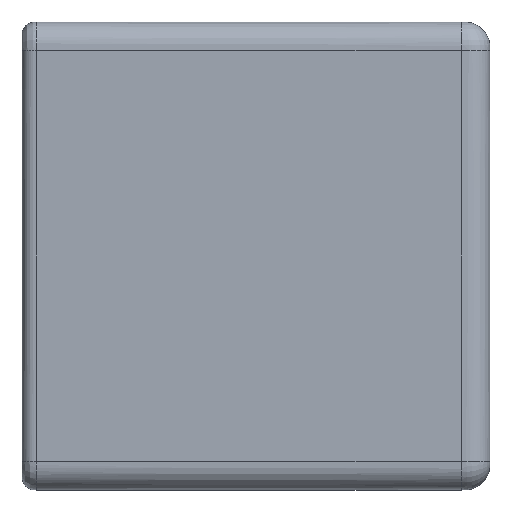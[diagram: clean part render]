
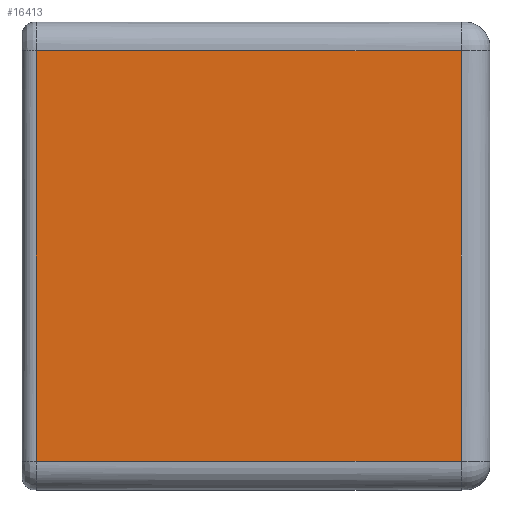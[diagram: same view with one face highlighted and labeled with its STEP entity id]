
A CAD part, left-side view. The second image highlights one B-rep face of the part: STEP entity #16413.
In plain terms, the highlighted planar face has unit normal (-1, 0, 0).
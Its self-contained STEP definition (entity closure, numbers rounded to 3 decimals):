
#477=PLANE('',#17348);
#1127=FACE_OUTER_BOUND('',#2008,.T.);
#2008=EDGE_LOOP('',(#11420,#11421,#11422,#11423));
#3003=LINE('',#22584,#5003);
#3004=LINE('',#22586,#5004);
#3005=LINE('',#22588,#5005);
#3006=LINE('',#22589,#5006);
#5003=VECTOR('',#18499,10.);
#5004=VECTOR('',#18500,10.);
#5005=VECTOR('',#18501,10.);
#5006=VECTOR('',#18502,10.);
#7295=VERTEX_POINT('',#22582);
#7296=VERTEX_POINT('',#22583);
#7297=VERTEX_POINT('',#22585);
#7298=VERTEX_POINT('',#22587);
#8926=EDGE_CURVE('',#7295,#7296,#3003,.T.);
#8927=EDGE_CURVE('',#7297,#7295,#3004,.T.);
#8928=EDGE_CURVE('',#7298,#7297,#3005,.T.);
#8929=EDGE_CURVE('',#7296,#7298,#3006,.T.);
#11420=ORIENTED_EDGE('',*,*,#8926,.F.);
#11421=ORIENTED_EDGE('',*,*,#8927,.F.);
#11422=ORIENTED_EDGE('',*,*,#8928,.F.);
#11423=ORIENTED_EDGE('',*,*,#8929,.F.);
#16413=ADVANCED_FACE('',(#1127),#477,.T.);
#17348=AXIS2_PLACEMENT_3D('',#22581,#18497,#18498);
#18497=DIRECTION('center_axis',(-1.,0.,0.));
#18498=DIRECTION('ref_axis',(0.,0.,1.));
#18499=DIRECTION('',(0.,-1.,0.));
#18500=DIRECTION('',(0.,0.,1.));
#18501=DIRECTION('',(0.,1.,0.));
#18502=DIRECTION('',(0.,0.,-1.));
#22581=CARTESIAN_POINT('Origin',(-65.,0.,-65.));
#22582=CARTESIAN_POINT('',(-65.,126.,57.));
#22583=CARTESIAN_POINT('',(-65.,8.,57.));
#22584=CARTESIAN_POINT('',(-65.,0.,57.));
#22585=CARTESIAN_POINT('',(-65.,126.,-57.));
#22586=CARTESIAN_POINT('',(-65.,126.,-32.5));
#22587=CARTESIAN_POINT('',(-65.,8.,-57.));
#22588=CARTESIAN_POINT('',(-65.,0.,-57.));
#22589=CARTESIAN_POINT('',(-65.,8.,-32.5));
